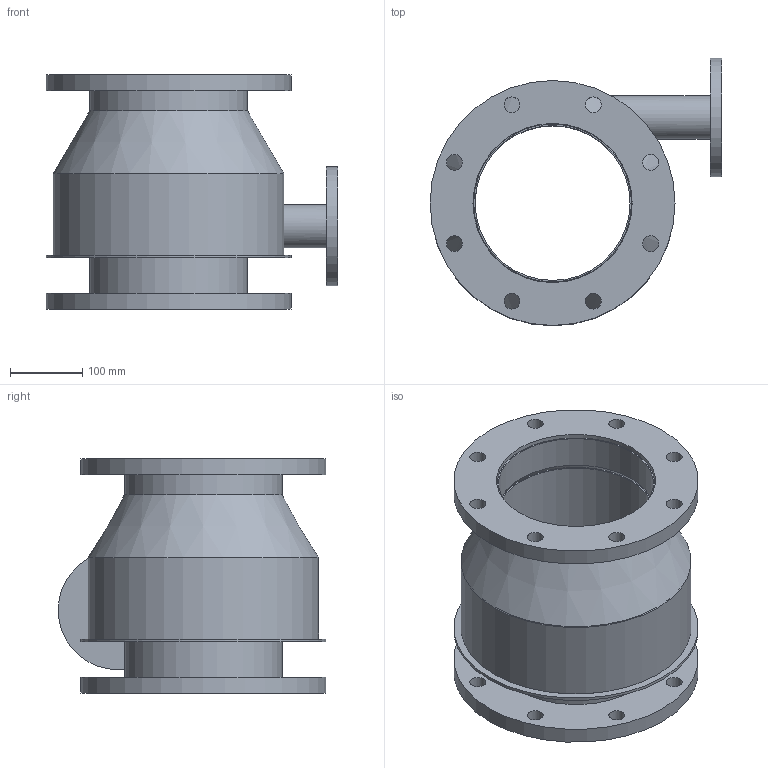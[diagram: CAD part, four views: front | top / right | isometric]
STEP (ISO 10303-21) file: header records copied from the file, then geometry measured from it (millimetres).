
FILE_DESCRIPTION(/* description */ (''),/* implementation_level */ '2;1');
FILE_NAME(/* name */ '3906 WI 8.stp',/* time_stamp */ '2015-04-02T13:50:51+02:00',/* author */ ('Tekenkamer'),/* organization */ (''),/* preprocessor_version */ 'ST-DEVELOPER v15.6',/* originating_system */ 'Autodesk Inventor 2015',/* authorisation */ '');
FILE_SCHEMA (('AUTOMOTIVE_DESIGN { 1 0 10303 214 3 1 1 }'));
Length unit declared in the file: millimetre
Products named in the file (1): 3906 WI 8
Bounding box: 405 x 371.5 x 325 mm (x, y, z)
Volume: 3531831.3 mm3; surface area: 1339735.5 mm2
Topology: 9 solids, 9 shells, 60 faces, 119 edges, 81 vertices
Faces by surface type: cylinder 37, plane 21, cone 2
Full cylindrical faces by diameter (mm): 18 x4, 22 x16, 54.3 x1, 60.3 x1, 61 x1, 165 x1, 215 x2, 219 x2, 221 x3, 316 x1, 320 x1, 340 x3
Entity records: 1634 total; most frequent: CARTESIAN_POINT 347, DIRECTION 276, ORIENTED_EDGE 154, EDGE_LOOP 152, AXIS2_PLACEMENT_3D 138, FACE_BOUND 92, CIRCLE 77, VERTEX_POINT 77
